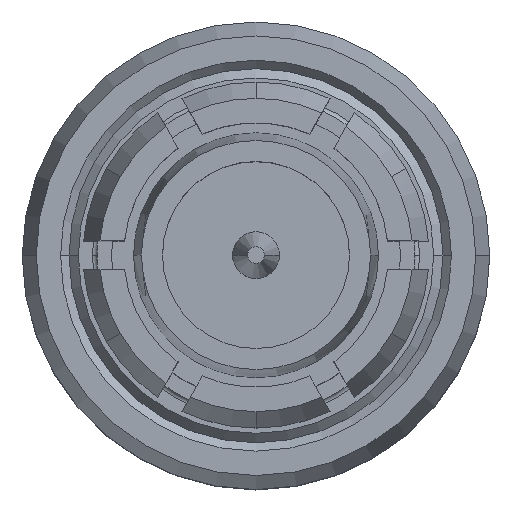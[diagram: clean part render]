
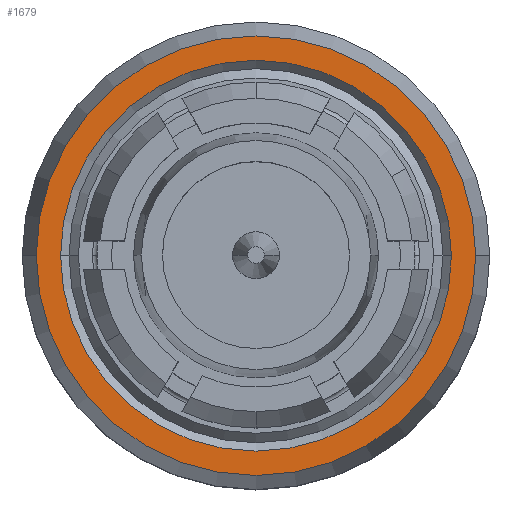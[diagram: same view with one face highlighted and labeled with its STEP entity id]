
A CAD part, top view. The second image highlights one B-rep face of the part: STEP entity #1679.
In plain terms, the highlighted planar face has unit normal (0, 0, 1).
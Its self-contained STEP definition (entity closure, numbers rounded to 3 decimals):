
#339 = ORIENTED_EDGE ( 'NONE', *, *, #496, .T. ) ;
#379 = CARTESIAN_POINT ( 'NONE',  ( 0., 0., 0. ) ) ;
#496 = EDGE_CURVE ( 'NONE', #4895, #4720, #4832, .T. ) ;
#502 = CARTESIAN_POINT ( 'NONE',  ( 2.09, 0., 0. ) ) ;
#548 = EDGE_CURVE ( 'NONE', #5557, #3564, #2647, .T. ) ;
#567 = EDGE_CURVE ( 'NONE', #3564, #5557, #3241, .T. ) ;
#581 = DIRECTION ( 'NONE',  ( 0., 0., 1. ) ) ;
#582 = EDGE_CURVE ( 'NONE', #4720, #4895, #2491, .T. ) ;
#610 = DIRECTION ( 'NONE',  ( 1., 0., 0. ) ) ;
#808 = AXIS2_PLACEMENT_3D ( 'NONE', #379, #581, #610 ) ;
#835 = ORIENTED_EDGE ( 'NONE', *, *, #582, .T. ) ;
#1071 = AXIS2_PLACEMENT_3D ( 'NONE', #5533, #5540, #5548 ) ;
#1231 = EDGE_LOOP ( 'NONE', ( #1258, #4079 ) ) ;
#1258 = ORIENTED_EDGE ( 'NONE', *, *, #548, .T. ) ;
#1423 = CARTESIAN_POINT ( 'NONE',  ( -2.09, 0., 0. ) ) ;
#1553 = EDGE_LOOP ( 'NONE', ( #835, #339 ) ) ;
#1679 = ADVANCED_FACE ( 'NONE', ( #2596, #2487 ), #2943, .F. ) ;
#1882 = CARTESIAN_POINT ( 'NONE',  ( 0., 0., 0. ) ) ;
#2111 = DIRECTION ( 'NONE',  ( 0., 0., 1. ) ) ;
#2181 = DIRECTION ( 'NONE',  ( 1., 0., 0. ) ) ;
#2487 = FACE_OUTER_BOUND ( 'NONE', #1553, .T. ) ;
#2491 = CIRCLE ( 'NONE', #808, 2.35 ) ;
#2587 = AXIS2_PLACEMENT_3D ( 'NONE', #1882, #2111, #2181 ) ;
#2596 = FACE_BOUND ( 'NONE', #1231, .T. ) ;
#2647 = CIRCLE ( 'NONE', #3229, 2.09 ) ;
#2823 = DIRECTION ( 'NONE',  ( -1., 0., 0. ) ) ;
#2827 = DIRECTION ( 'NONE',  ( 0., 0., -1. ) ) ;
#2832 = CARTESIAN_POINT ( 'NONE',  ( 0., 0., 0. ) ) ;
#2943 = PLANE ( 'NONE',  #3221 ) ;
#3221 = AXIS2_PLACEMENT_3D ( 'NONE', #2832, #2827, #2823 ) ;
#3229 = AXIS2_PLACEMENT_3D ( 'NONE', #5464, #5469, #5384 ) ;
#3241 = CIRCLE ( 'NONE', #1071, 2.09 ) ;
#3564 = VERTEX_POINT ( 'NONE', #1423 ) ;
#4079 = ORIENTED_EDGE ( 'NONE', *, *, #567, .T. ) ;
#4720 = VERTEX_POINT ( 'NONE', #4951 ) ;
#4832 = CIRCLE ( 'NONE', #2587, 2.35 ) ;
#4895 = VERTEX_POINT ( 'NONE', #5242 ) ;
#4951 = CARTESIAN_POINT ( 'NONE',  ( -2.35, 0., 0. ) ) ;
#5242 = CARTESIAN_POINT ( 'NONE',  ( 2.35, 0., 0. ) ) ;
#5384 = DIRECTION ( 'NONE',  ( -1., 0., 0. ) ) ;
#5464 = CARTESIAN_POINT ( 'NONE',  ( 0., 0., 0. ) ) ;
#5469 = DIRECTION ( 'NONE',  ( 0., 0., -1. ) ) ;
#5533 = CARTESIAN_POINT ( 'NONE',  ( 0., 0., 0. ) ) ;
#5540 = DIRECTION ( 'NONE',  ( 0., 0., -1. ) ) ;
#5548 = DIRECTION ( 'NONE',  ( -1., 0., 0. ) ) ;
#5557 = VERTEX_POINT ( 'NONE', #502 ) ;
